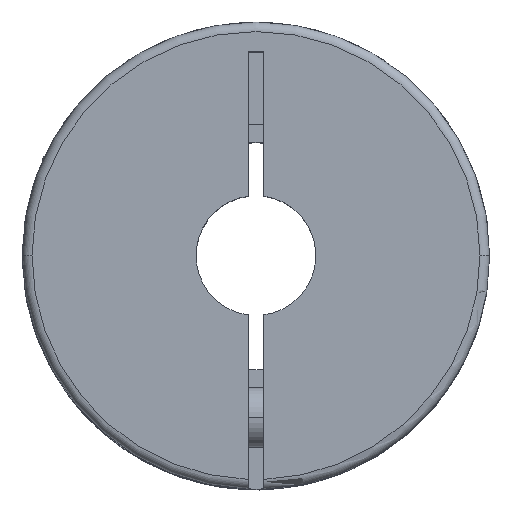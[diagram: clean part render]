
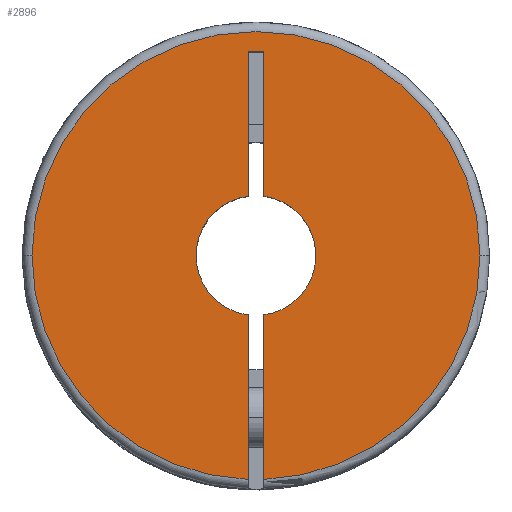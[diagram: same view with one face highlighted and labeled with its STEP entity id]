
A CAD part, top view. The second image highlights one B-rep face of the part: STEP entity #2896.
In plain terms, the highlighted planar face has unit normal (0, 0, 1).
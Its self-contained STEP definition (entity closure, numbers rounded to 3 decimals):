
#15 = EDGE_CURVE ( 'NONE', #3668, #3117, #3464, .T. ) ;
#33 = CARTESIAN_POINT ( 'NONE',  ( -0.65, -4.958, 0. ) ) ;
#48 = DIRECTION ( 'NONE',  ( 0., 0., -1. ) ) ;
#89 = DIRECTION ( 'NONE',  ( 0., 0., -1. ) ) ;
#124 = DIRECTION ( 'NONE',  ( 0., 0., -1. ) ) ;
#209 = DIRECTION ( 'NONE',  ( -1., 0., 0. ) ) ;
#210 = VECTOR ( 'NONE', #2471, 1000. ) ;
#215 = ORIENTED_EDGE ( 'NONE', *, *, #3638, .T. ) ;
#229 = VERTEX_POINT ( 'NONE', #4106 ) ;
#234 = VERTEX_POINT ( 'NONE', #1669 ) ;
#270 = ORIENTED_EDGE ( 'NONE', *, *, #618, .F. ) ;
#353 = DIRECTION ( 'NONE',  ( 0., 0., -1. ) ) ;
#423 = AXIS2_PLACEMENT_3D ( 'NONE', #4360, #4312, #522 ) ;
#509 = EDGE_CURVE ( 'NONE', #1148, #234, #1833, .T. ) ;
#522 = DIRECTION ( 'NONE',  ( -1., 0., 0. ) ) ;
#529 = CARTESIAN_POINT ( 'NONE',  ( 0., 0., 0. ) ) ;
#550 = LINE ( 'NONE', #1234, #868 ) ;
#578 = VECTOR ( 'NONE', #1525, 1000. ) ;
#618 = EDGE_CURVE ( 'NONE', #3117, #1004, #2077, .T. ) ;
#660 = CARTESIAN_POINT ( 'NONE',  ( -5., 0., 0. ) ) ;
#694 = ORIENTED_EDGE ( 'NONE', *, *, #3667, .F. ) ;
#750 = VECTOR ( 'NONE', #1858, 1000. ) ;
#793 = DIRECTION ( 'NONE',  ( 0., 0., -1. ) ) ;
#815 = DIRECTION ( 'NONE',  ( -1., 0., 0. ) ) ;
#868 = VECTOR ( 'NONE', #1622, 1000. ) ;
#1004 = VERTEX_POINT ( 'NONE', #1369 ) ;
#1038 = LINE ( 'NONE', #4216, #210 ) ;
#1069 = CARTESIAN_POINT ( 'NONE',  ( -0.65, 4.958, 0. ) ) ;
#1108 = EDGE_CURVE ( 'NONE', #3420, #2781, #2720, .T. ) ;
#1138 = CARTESIAN_POINT ( 'NONE',  ( 0., 0., 0. ) ) ;
#1148 = VERTEX_POINT ( 'NONE', #33 ) ;
#1234 = CARTESIAN_POINT ( 'NONE',  ( -0.65, 17., 0. ) ) ;
#1342 = CARTESIAN_POINT ( 'NONE',  ( 0., 0., 0. ) ) ;
#1369 = CARTESIAN_POINT ( 'NONE',  ( 0.65, -18.689, 0. ) ) ;
#1406 = ORIENTED_EDGE ( 'NONE', *, *, #2905, .T. ) ;
#1525 = DIRECTION ( 'NONE',  ( 0., 1., 0. ) ) ;
#1534 = ORIENTED_EDGE ( 'NONE', *, *, #1108, .F. ) ;
#1622 = DIRECTION ( 'NONE',  ( 0., -1., 0. ) ) ;
#1669 = CARTESIAN_POINT ( 'NONE',  ( -0.65, -18.689, 0. ) ) ;
#1687 = CARTESIAN_POINT ( 'NONE',  ( 0.65, 17., 0. ) ) ;
#1703 = ORIENTED_EDGE ( 'NONE', *, *, #3630, .T. ) ;
#1833 = LINE ( 'NONE', #3595, #750 ) ;
#1858 = DIRECTION ( 'NONE',  ( 0., -1., 0. ) ) ;
#1859 = CARTESIAN_POINT ( 'NONE',  ( 0., 0., 0. ) ) ;
#1920 = CARTESIAN_POINT ( 'NONE',  ( 0., 0., 0. ) ) ;
#1937 = CARTESIAN_POINT ( 'NONE',  ( 18.7, 0., 0. ) ) ;
#1983 = AXIS2_PLACEMENT_3D ( 'NONE', #1859, #89, #3959 ) ;
#2077 = CIRCLE ( 'NONE', #4429, 18.7 ) ;
#2082 = DIRECTION ( 'NONE',  ( -1., 0., 0. ) ) ;
#2161 = VERTEX_POINT ( 'NONE', #4044 ) ;
#2317 = VERTEX_POINT ( 'NONE', #1069 ) ;
#2405 = CIRCLE ( 'NONE', #423, 5. ) ;
#2471 = DIRECTION ( 'NONE',  ( 0., 1., 0. ) ) ;
#2540 = EDGE_CURVE ( 'NONE', #234, #3668, #2958, .T. ) ;
#2545 = CARTESIAN_POINT ( 'NONE',  ( 0., 0., 0. ) ) ;
#2612 = EDGE_CURVE ( 'NONE', #2161, #3420, #1038, .T. ) ;
#2720 = LINE ( 'NONE', #4518, #3391 ) ;
#2781 = VERTEX_POINT ( 'NONE', #3940 ) ;
#2805 = AXIS2_PLACEMENT_3D ( 'NONE', #1138, #793, #815 ) ;
#2835 = ORIENTED_EDGE ( 'NONE', *, *, #3950, .F. ) ;
#2896 = ADVANCED_FACE ( 'NONE', ( #4231 ), #2909, .F. ) ;
#2905 = EDGE_CURVE ( 'NONE', #2161, #229, #3965, .T. ) ;
#2909 = PLANE ( 'NONE',  #4404 ) ;
#2958 = CIRCLE ( 'NONE', #3544, 18.7 ) ;
#2976 = CARTESIAN_POINT ( 'NONE',  ( -18.7, 0., 0. ) ) ;
#2991 = CIRCLE ( 'NONE', #3570, 5. ) ;
#3117 = VERTEX_POINT ( 'NONE', #1937 ) ;
#3258 = VERTEX_POINT ( 'NONE', #660 ) ;
#3267 = CARTESIAN_POINT ( 'NONE',  ( 0.65, -19.5, 0. ) ) ;
#3391 = VECTOR ( 'NONE', #2082, 1000. ) ;
#3420 = VERTEX_POINT ( 'NONE', #1687 ) ;
#3464 = CIRCLE ( 'NONE', #2805, 18.7 ) ;
#3544 = AXIS2_PLACEMENT_3D ( 'NONE', #1342, #353, #3776 ) ;
#3570 = AXIS2_PLACEMENT_3D ( 'NONE', #1920, #124, #4290 ) ;
#3595 = CARTESIAN_POINT ( 'NONE',  ( -0.65, 17., 0. ) ) ;
#3630 = EDGE_CURVE ( 'NONE', #3258, #2317, #2405, .T. ) ;
#3638 = EDGE_CURVE ( 'NONE', #1148, #3258, #2991, .T. ) ;
#3667 = EDGE_CURVE ( 'NONE', #2781, #2317, #550, .T. ) ;
#3668 = VERTEX_POINT ( 'NONE', #2976 ) ;
#3768 = ORIENTED_EDGE ( 'NONE', *, *, #509, .F. ) ;
#3776 = DIRECTION ( 'NONE',  ( -1., 0., 0. ) ) ;
#3940 = CARTESIAN_POINT ( 'NONE',  ( -0.65, 17., 0. ) ) ;
#3950 = EDGE_CURVE ( 'NONE', #1004, #229, #4354, .T. ) ;
#3959 = DIRECTION ( 'NONE',  ( -1., 0., 0. ) ) ;
#3965 = CIRCLE ( 'NONE', #1983, 5. ) ;
#4014 = ORIENTED_EDGE ( 'NONE', *, *, #2540, .F. ) ;
#4044 = CARTESIAN_POINT ( 'NONE',  ( 0.65, 4.958, 0. ) ) ;
#4106 = CARTESIAN_POINT ( 'NONE',  ( 0.65, -4.958, 0. ) ) ;
#4216 = CARTESIAN_POINT ( 'NONE',  ( 0.65, -19.5, 0. ) ) ;
#4231 = FACE_OUTER_BOUND ( 'NONE', #4250, .T. ) ;
#4250 = EDGE_LOOP ( 'NONE', ( #4014, #3768, #215, #1703, #694, #1534, #4486, #1406, #2835, #270, #4330 ) ) ;
#4290 = DIRECTION ( 'NONE',  ( -1., 0., 0. ) ) ;
#4312 = DIRECTION ( 'NONE',  ( 0., 0., -1. ) ) ;
#4322 = DIRECTION ( 'NONE',  ( 0., -1., 0. ) ) ;
#4330 = ORIENTED_EDGE ( 'NONE', *, *, #15, .F. ) ;
#4354 = LINE ( 'NONE', #3267, #578 ) ;
#4360 = CARTESIAN_POINT ( 'NONE',  ( 0., 0., 0. ) ) ;
#4388 = DIRECTION ( 'NONE',  ( 0., 0., -1. ) ) ;
#4404 = AXIS2_PLACEMENT_3D ( 'NONE', #2545, #48, #4322 ) ;
#4429 = AXIS2_PLACEMENT_3D ( 'NONE', #529, #4388, #209 ) ;
#4486 = ORIENTED_EDGE ( 'NONE', *, *, #2612, .F. ) ;
#4518 = CARTESIAN_POINT ( 'NONE',  ( 0.65, 17., 0. ) ) ;
